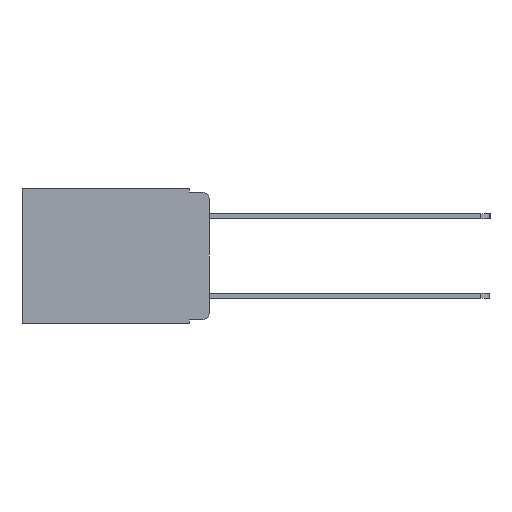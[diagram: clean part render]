
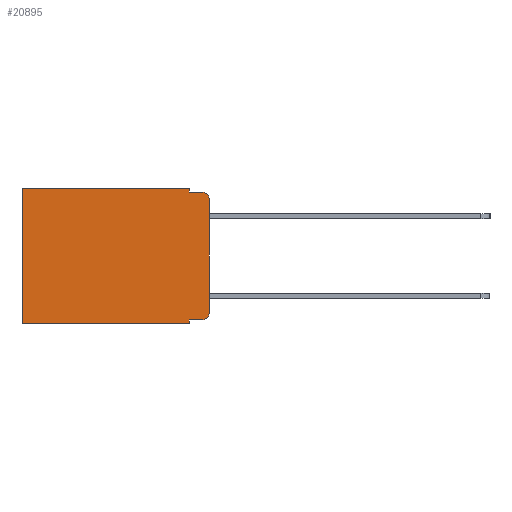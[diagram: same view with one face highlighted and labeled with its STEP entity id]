
A CAD part, left-side view. The second image highlights one B-rep face of the part: STEP entity #20895.
In plain terms, the highlighted planar face has unit normal (-1, 0, 0).
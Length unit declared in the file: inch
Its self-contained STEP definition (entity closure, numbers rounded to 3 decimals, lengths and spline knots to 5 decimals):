
#242 = CARTESIAN_POINT ( 'NONE',  ( 0.298, 0.051, -0.333 ) ) ;
#468 = DIRECTION ( 'NONE',  ( 0., 0., -1. ) ) ;
#799 = DIRECTION ( 'NONE',  ( 0., 1., 0. ) ) ;
#958 = ORIENTED_EDGE ( 'NONE', *, *, #2306, .F. ) ;
#1097 = EDGE_CURVE ( 'NONE', #4449, #3701, #13947, .T. ) ;
#1228 = VERTEX_POINT ( 'NONE', #17873 ) ;
#1680 = LINE ( 'NONE', #13680, #13838 ) ;
#1690 = VECTOR ( 'NONE', #9065, 39.37008 ) ;
#1869 = VERTEX_POINT ( 'NONE', #9560 ) ;
#2306 = EDGE_CURVE ( 'NONE', #18074, #13631, #17332, .T. ) ;
#2756 = CARTESIAN_POINT ( 'NONE',  ( 0.298, 0.02, -0.03 ) ) ;
#3584 = VECTOR ( 'NONE', #13546, 39.37008 ) ;
#3701 = VERTEX_POINT ( 'NONE', #8225 ) ;
#3727 = DIRECTION ( 'NONE',  ( 0., 0., -1. ) ) ;
#4397 = ORIENTED_EDGE ( 'NONE', *, *, #14810, .T. ) ;
#4412 = VECTOR ( 'NONE', #7244, 39.37008 ) ;
#4427 = VECTOR ( 'NONE', #3727, 39.37008 ) ;
#4448 = CARTESIAN_POINT ( 'NONE',  ( 0.298, 0., -0.03 ) ) ;
#4449 = VERTEX_POINT ( 'NONE', #12374 ) ;
#4463 = DIRECTION ( 'NONE',  ( 0., 0., -1. ) ) ;
#4539 = DIRECTION ( 'NONE',  ( 0., 0., -1. ) ) ;
#4643 = LINE ( 'NONE', #242, #3584 ) ;
#4645 = VERTEX_POINT ( 'NONE', #17656 ) ;
#4912 = LINE ( 'NONE', #13843, #4412 ) ;
#4974 = EDGE_CURVE ( 'NONE', #6008, #10429, #10589, .T. ) ;
#5622 = CARTESIAN_POINT ( 'NONE',  ( 0.298, 0.02, -0.313 ) ) ;
#6008 = VERTEX_POINT ( 'NONE', #4448 ) ;
#6512 = DIRECTION ( 'NONE',  ( 0., 0., -1. ) ) ;
#7244 = DIRECTION ( 'NONE',  ( 0., -1., 0. ) ) ;
#7262 = DIRECTION ( 'NONE',  ( 0., 0., -1. ) ) ;
#7837 = EDGE_CURVE ( 'NONE', #3701, #1228, #15215, .T. ) ;
#8184 = LINE ( 'NONE', #14057, #12600 ) ;
#8225 = CARTESIAN_POINT ( 'NONE',  ( 0.298, 0.473, 0. ) ) ;
#8724 = ORIENTED_EDGE ( 'NONE', *, *, #16521, .T. ) ;
#8786 = ORIENTED_EDGE ( 'NONE', *, *, #19002, .F. ) ;
#9065 = DIRECTION ( 'NONE',  ( 0., 0., -1. ) ) ;
#9123 = VECTOR ( 'NONE', #20086, 39.37008 ) ;
#9451 = ORIENTED_EDGE ( 'NONE', *, *, #20006, .F. ) ;
#9560 = CARTESIAN_POINT ( 'NONE',  ( 0.298, 0.051, -0.01 ) ) ;
#9799 = CARTESIAN_POINT ( 'NONE',  ( 0.298, 0.473, 0. ) ) ;
#9905 = ORIENTED_EDGE ( 'NONE', *, *, #7837, .T. ) ;
#10211 = AXIS2_PLACEMENT_3D ( 'NONE', #5622, #16941, #7262 ) ;
#10429 = VERTEX_POINT ( 'NONE', #20427 ) ;
#10589 = LINE ( 'NONE', #12025, #1690 ) ;
#10761 = ORIENTED_EDGE ( 'NONE', *, *, #11022, .F. ) ;
#10969 = VECTOR ( 'NONE', #6512, 39.37008 ) ;
#11022 = EDGE_CURVE ( 'NONE', #13631, #1228, #8184, .T. ) ;
#11120 = PLANE ( 'NONE',  #12838 ) ;
#11181 = ORIENTED_EDGE ( 'NONE', *, *, #13373, .T. ) ;
#11550 = AXIS2_PLACEMENT_3D ( 'NONE', #2756, #14253, #4463 ) ;
#12025 = CARTESIAN_POINT ( 'NONE',  ( 0.298, 0., 0. ) ) ;
#12374 = CARTESIAN_POINT ( 'NONE',  ( 0.298, 0.051, 0. ) ) ;
#12475 = EDGE_LOOP ( 'NONE', ( #16486, #4397, #8786, #9451, #14370, #9905, #10761, #958, #11181, #8724 ) ) ;
#12600 = VECTOR ( 'NONE', #799, 39.37008 ) ;
#12838 = AXIS2_PLACEMENT_3D ( 'NONE', #20475, #14328, #4539 ) ;
#13251 = CIRCLE ( 'NONE', #10211, 0.02 ) ;
#13373 = EDGE_CURVE ( 'NONE', #18074, #18898, #4643, .T. ) ;
#13546 = DIRECTION ( 'NONE',  ( 0., -1., 0. ) ) ;
#13631 = VERTEX_POINT ( 'NONE', #14029 ) ;
#13680 = CARTESIAN_POINT ( 'NONE',  ( 0.298, 0.051, 0. ) ) ;
#13805 = FACE_OUTER_BOUND ( 'NONE', #12475, .T. ) ;
#13838 = VECTOR ( 'NONE', #468, 39.37008 ) ;
#13843 = CARTESIAN_POINT ( 'NONE',  ( 0.298, 0.051, -0.01 ) ) ;
#13947 = LINE ( 'NONE', #14819, #9123 ) ;
#14029 = CARTESIAN_POINT ( 'NONE',  ( 0.298, 0.051, -0.343 ) ) ;
#14057 = CARTESIAN_POINT ( 'NONE',  ( 0.298, 0., -0.343 ) ) ;
#14253 = DIRECTION ( 'NONE',  ( -1., 0., 0. ) ) ;
#14328 = DIRECTION ( 'NONE',  ( 1., 0., 0. ) ) ;
#14370 = ORIENTED_EDGE ( 'NONE', *, *, #1097, .T. ) ;
#14810 = EDGE_CURVE ( 'NONE', #6008, #4645, #20788, .T. ) ;
#14819 = CARTESIAN_POINT ( 'NONE',  ( 0.298, 0., 0. ) ) ;
#15215 = LINE ( 'NONE', #9799, #10969 ) ;
#16486 = ORIENTED_EDGE ( 'NONE', *, *, #4974, .F. ) ;
#16521 = EDGE_CURVE ( 'NONE', #18898, #10429, #13251, .T. ) ;
#16941 = DIRECTION ( 'NONE',  ( -1., 0., 0. ) ) ;
#17332 = LINE ( 'NONE', #20496, #4427 ) ;
#17656 = CARTESIAN_POINT ( 'NONE',  ( 0.298, 0.02, -0.01 ) ) ;
#17873 = CARTESIAN_POINT ( 'NONE',  ( 0.298, 0.473, -0.343 ) ) ;
#18074 = VERTEX_POINT ( 'NONE', #20943 ) ;
#18303 = CARTESIAN_POINT ( 'NONE',  ( 0.298, 0.02, -0.333 ) ) ;
#18898 = VERTEX_POINT ( 'NONE', #18303 ) ;
#19002 = EDGE_CURVE ( 'NONE', #1869, #4645, #4912, .T. ) ;
#20006 = EDGE_CURVE ( 'NONE', #4449, #1869, #1680, .T. ) ;
#20086 = DIRECTION ( 'NONE',  ( 0., 1., 0. ) ) ;
#20427 = CARTESIAN_POINT ( 'NONE',  ( 0.298, 0., -0.313 ) ) ;
#20475 = CARTESIAN_POINT ( 'NONE',  ( 0.298, 0., 0. ) ) ;
#20496 = CARTESIAN_POINT ( 'NONE',  ( 0.298, 0.051, 0. ) ) ;
#20788 = CIRCLE ( 'NONE', #11550, 0.02 ) ;
#20895 = ADVANCED_FACE ( 'NONE', ( #13805 ), #11120, .F. ) ;
#20943 = CARTESIAN_POINT ( 'NONE',  ( 0.298, 0.051, -0.333 ) ) ;
